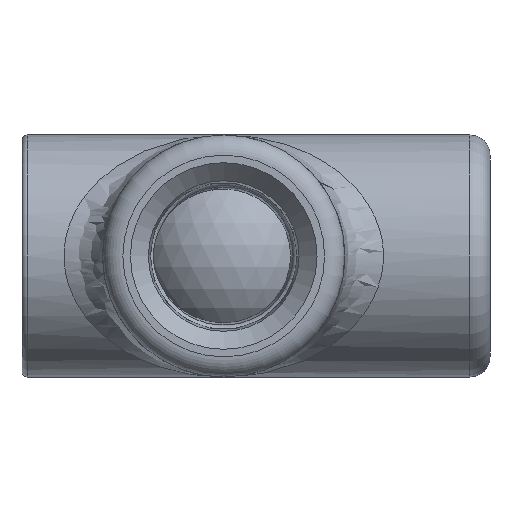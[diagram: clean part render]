
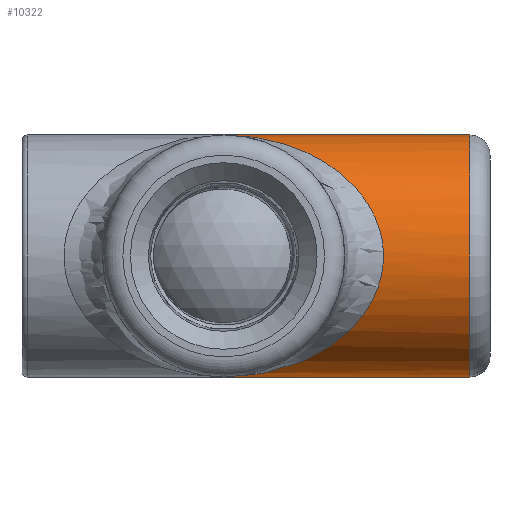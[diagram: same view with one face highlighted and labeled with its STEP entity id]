
A CAD part, left-side view. The second image highlights one B-rep face of the part: STEP entity #10322.
In plain terms, the highlighted cylindrical face has radius 19.05 mm (diameter 38.1 mm), a full revolution.
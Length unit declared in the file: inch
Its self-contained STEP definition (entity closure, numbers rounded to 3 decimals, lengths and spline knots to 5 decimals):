
#127=CYLINDRICAL_SURFACE('',#11043,0.75);
#360=CIRCLE('',#11037,0.75);
#364=CIRCLE('',#11041,0.75);
#365=CIRCLE('',#11042,0.75);
#398=ELLIPSE('',#11018,1.24201,0.75);
#399=ELLIPSE('',#11019,1.24201,0.75);
#402=ELLIPSE('',#11022,1.24201,0.75);
#1342=FACE_OUTER_BOUND('',#1951,.T.);
#1951=EDGE_LOOP('',(#9360,#9361,#9362,#9363,#9364,#9365,#9366,#9367));
#2964=LINE('',#19141,#3965);
#3965=VECTOR('',#13440,0.75);
#4826=VERTEX_POINT('',#17950);
#4934=VERTEX_POINT('',#18861);
#4935=VERTEX_POINT('',#18862);
#4945=VERTEX_POINT('',#19129);
#4946=VERTEX_POINT('',#19130);
#4949=VERTEX_POINT('',#19137);
#6412=EDGE_CURVE('',#4934,#4935,#398,.T.);
#6413=EDGE_CURVE('',#4935,#4826,#399,.T.);
#6416=EDGE_CURVE('',#4826,#4934,#402,.T.);
#6432=EDGE_CURVE('',#4945,#4946,#360,.T.);
#6436=EDGE_CURVE('',#4946,#4949,#364,.T.);
#6437=EDGE_CURVE('',#4949,#4945,#365,.T.);
#6438=EDGE_CURVE('',#4935,#4949,#2964,.T.);
#9360=ORIENTED_EDGE('',*,*,#6412,.F.);
#9361=ORIENTED_EDGE('',*,*,#6416,.F.);
#9362=ORIENTED_EDGE('',*,*,#6413,.F.);
#9363=ORIENTED_EDGE('',*,*,#6438,.T.);
#9364=ORIENTED_EDGE('',*,*,#6436,.F.);
#9365=ORIENTED_EDGE('',*,*,#6432,.F.);
#9366=ORIENTED_EDGE('',*,*,#6437,.F.);
#9367=ORIENTED_EDGE('',*,*,#6438,.F.);
#10322=ADVANCED_FACE('',(#1342),#127,.T.);
#11018=AXIS2_PLACEMENT_3D('',#18863,#13384,#13385);
#11019=AXIS2_PLACEMENT_3D('',#18864,#13386,#13387);
#11022=AXIS2_PLACEMENT_3D('',#18946,#13392,#13393);
#11037=AXIS2_PLACEMENT_3D('',#19131,#13426,#13427);
#11041=AXIS2_PLACEMENT_3D('',#19138,#13434,#13435);
#11042=AXIS2_PLACEMENT_3D('',#19139,#13436,#13437);
#11043=AXIS2_PLACEMENT_3D('',#19140,#13438,#13439);
#13384=DIRECTION('center_axis',(0.797,0.604,0.));
#13385=DIRECTION('ref_axis',(0.604,-0.797,0.));
#13386=DIRECTION('center_axis',(0.797,0.604,0.));
#13387=DIRECTION('ref_axis',(0.604,-0.797,0.));
#13392=DIRECTION('center_axis',(-0.797,0.604,0.));
#13393=DIRECTION('ref_axis',(-0.604,-0.797,0.));
#13426=DIRECTION('center_axis',(0.,-1.,0.));
#13427=DIRECTION('ref_axis',(1.,0.,0.));
#13434=DIRECTION('center_axis',(0.,-1.,0.));
#13435=DIRECTION('ref_axis',(1.,0.,0.));
#13436=DIRECTION('center_axis',(0.,-1.,0.));
#13437=DIRECTION('ref_axis',(1.,0.,0.));
#13438=DIRECTION('center_axis',(0.,1.,0.));
#13439=DIRECTION('ref_axis',(-1.,0.,0.));
#13440=DIRECTION('',(0.,-1.,0.));
#17950=CARTESIAN_POINT('',(0.,0.,-0.75));
#18861=CARTESIAN_POINT('',(0.,0.,0.75));
#18862=CARTESIAN_POINT('',(0.75,-0.99,0.));
#18863=CARTESIAN_POINT('Origin',(0.,0.,0.));
#18864=CARTESIAN_POINT('Origin',(0.,0.,0.));
#18946=CARTESIAN_POINT('Origin',(0.,0.,0.));
#19129=CARTESIAN_POINT('',(-0.75,-1.525,0.));
#19130=CARTESIAN_POINT('',(0.,-1.525,-0.75));
#19131=CARTESIAN_POINT('Origin',(0.,-1.525,0.));
#19137=CARTESIAN_POINT('',(0.75,-1.525,0.));
#19138=CARTESIAN_POINT('Origin',(0.,-1.525,0.));
#19139=CARTESIAN_POINT('Origin',(0.,-1.525,0.));
#19140=CARTESIAN_POINT('Origin',(0.,-1.65,0.));
#19141=CARTESIAN_POINT('',(0.75,-1.65,0.));
